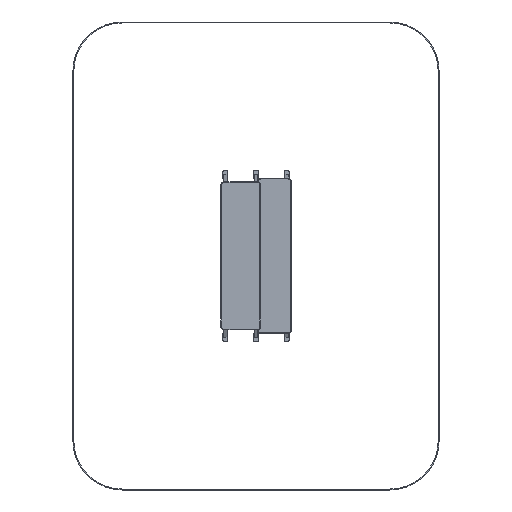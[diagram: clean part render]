
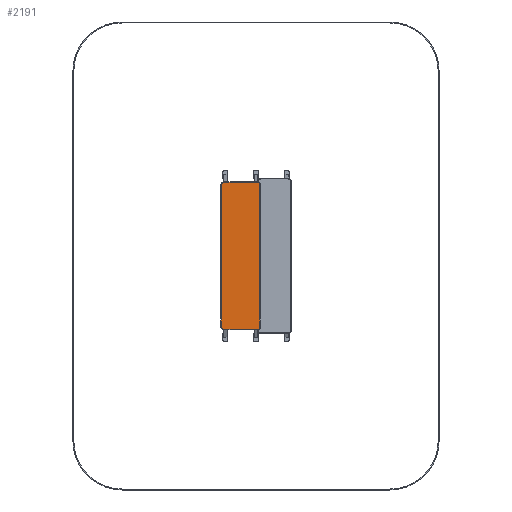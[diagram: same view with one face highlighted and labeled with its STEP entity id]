
A CAD part, top view. The second image highlights one B-rep face of the part: STEP entity #2191.
In plain terms, the highlighted planar face has unit normal (0, 0, 1).
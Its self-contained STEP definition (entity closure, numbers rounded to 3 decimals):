
#2191=ADVANCED_FACE('',(#3671),#3673,.T.);
#3671=FACE_BOUND('',#3672,.T.);
#3672=EDGE_LOOP('',(#4755,#4756,#4757,#4758,#4759,#4760,#4761,#4762));
#3673=PLANE('',#3674);
#3674=AXIS2_PLACEMENT_3D('',#3675,#3676,#3677);
#3675=CARTESIAN_POINT('',(0.,0.,15.));
#3676=DIRECTION('',(0.,0.,1.));
#3677=DIRECTION('',(-1.,0.,0.));
#4755=ORIENTED_EDGE('',*,*,#5371,.T.);
#4756=ORIENTED_EDGE('',*,*,#5372,.T.);
#4757=ORIENTED_EDGE('',*,*,#5373,.T.);
#4758=ORIENTED_EDGE('',*,*,#5374,.T.);
#4759=ORIENTED_EDGE('',*,*,#5375,.T.);
#4760=ORIENTED_EDGE('',*,*,#5376,.T.);
#4761=ORIENTED_EDGE('',*,*,#5377,.T.);
#4762=ORIENTED_EDGE('',*,*,#5378,.T.);
#5371=EDGE_CURVE('',#6035,#6036,#6037,.T.);
#5372=EDGE_CURVE('',#6036,#6038,#6039,.T.);
#5373=EDGE_CURVE('',#6038,#6040,#6041,.T.);
#5374=EDGE_CURVE('',#6040,#6042,#6043,.T.);
#5375=EDGE_CURVE('',#6042,#6044,#6045,.T.);
#5376=EDGE_CURVE('',#6044,#6046,#6047,.T.);
#5377=EDGE_CURVE('',#6046,#6048,#6049,.T.);
#5378=EDGE_CURVE('',#6048,#6035,#6050,.T.);
#6035=VERTEX_POINT('',#7483);
#6036=VERTEX_POINT('',#7484);
#6037=LINE('',#7485,#7486);
#6038=VERTEX_POINT('',#7488);
#6039=CIRCLE('',#7489,25.);
#6040=VERTEX_POINT('',#7493);
#6041=LINE('',#7494,#7495);
#6042=VERTEX_POINT('',#7497);
#6043=CIRCLE('',#7498,25.);
#6044=VERTEX_POINT('',#7502);
#6045=LINE('',#7503,#7504);
#6046=VERTEX_POINT('',#7506);
#6047=CIRCLE('',#7507,25.);
#6048=VERTEX_POINT('',#7511);
#6049=LINE('',#7512,#7513);
#6050=CIRCLE('',#7515,25.);
#7483=CARTESIAN_POINT('',(720.,195.,15.));
#7484=CARTESIAN_POINT('',(-720.,195.,15.));
#7485=CARTESIAN_POINT('',(720.,195.,15.));
#7486=VECTOR('',#7487,1.);
#7487=DIRECTION('',(-1.,0.,0.));
#7488=CARTESIAN_POINT('',(-745.,170.,15.));
#7489=AXIS2_PLACEMENT_3D('',#7490,#7491,#7492);
#7490=CARTESIAN_POINT('',(-720.,170.,15.));
#7491=DIRECTION('',(0.,0.,1.));
#7492=DIRECTION('',(0.,1.,0.));
#7493=CARTESIAN_POINT('',(-745.,-170.,15.));
#7494=CARTESIAN_POINT('',(-745.,170.,15.));
#7495=VECTOR('',#7496,1.);
#7496=DIRECTION('',(0.,-1.,0.));
#7497=CARTESIAN_POINT('',(-720.,-195.,15.));
#7498=AXIS2_PLACEMENT_3D('',#7499,#7500,#7501);
#7499=CARTESIAN_POINT('',(-720.,-170.,15.));
#7500=DIRECTION('',(0.,0.,1.));
#7501=DIRECTION('',(-1.,0.,0.));
#7502=CARTESIAN_POINT('',(720.,-195.,15.));
#7503=CARTESIAN_POINT('',(-720.,-195.,15.));
#7504=VECTOR('',#7505,1.);
#7505=DIRECTION('',(1.,0.,0.));
#7506=CARTESIAN_POINT('',(745.,-170.,15.));
#7507=AXIS2_PLACEMENT_3D('',#7508,#7509,#7510);
#7508=CARTESIAN_POINT('',(720.,-170.,15.));
#7509=DIRECTION('',(0.,0.,1.));
#7510=DIRECTION('',(0.,-1.,0.));
#7511=CARTESIAN_POINT('',(745.,170.,15.));
#7512=CARTESIAN_POINT('',(745.,-170.,15.));
#7513=VECTOR('',#7514,1.);
#7514=DIRECTION('',(0.,1.,0.));
#7515=AXIS2_PLACEMENT_3D('',#7516,#7517,#7518);
#7516=CARTESIAN_POINT('',(720.,170.,15.));
#7517=DIRECTION('',(0.,0.,1.));
#7518=DIRECTION('',(1.,0.,0.));
